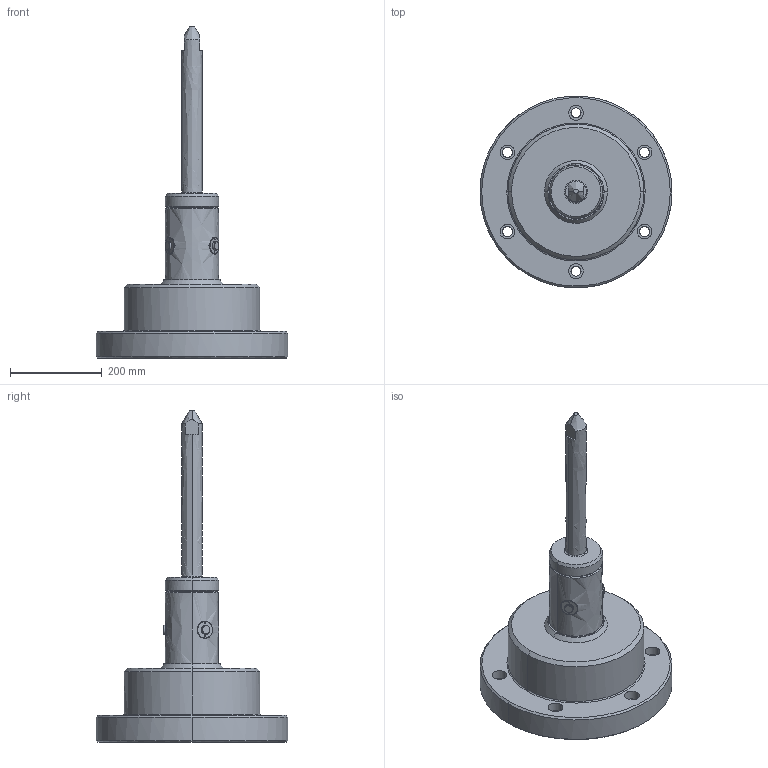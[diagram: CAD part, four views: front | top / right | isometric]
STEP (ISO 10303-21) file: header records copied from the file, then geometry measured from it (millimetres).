
FILE_DESCRIPTION(('FreeCAD Model'),'2;1');
FILE_NAME('Open CASCADE Shape Model','2025-05-08T01:32:33',('FreeCAD'),( 'FreeCAD'),'Open CASCADE STEP processor 7.6','FreeCAD','Unknown');
FILE_SCHEMA(('AUTOMOTIVE_DESIGN { 1 0 10303 214 1 1 1 1 }'));
Length unit declared in the file: millimetre
Products named in the file (1): Open CASCADE STEP translator 7.6 1
Bounding box: 418.85 x 418.17 x 724.29 mm (x, y, z)
Volume: 10953565.7 mm3; surface area: 933617.1 mm2
Topology: 16 solids, 16 shells, 358 faces, 784 edges, 480 vertices
Faces by surface type: bspline 358
Entity records: 23530 total; most frequent: CARTESIAN_POINT 19001, ORIENTED_EDGE 1536, EDGE_CURVE 768, VERTEX_POINT 480, FACE_BOUND 434, EDGE_LOOP 434, B_SPLINE_CURVE_WITH_KNOTS 364, ADVANCED_FACE 358
